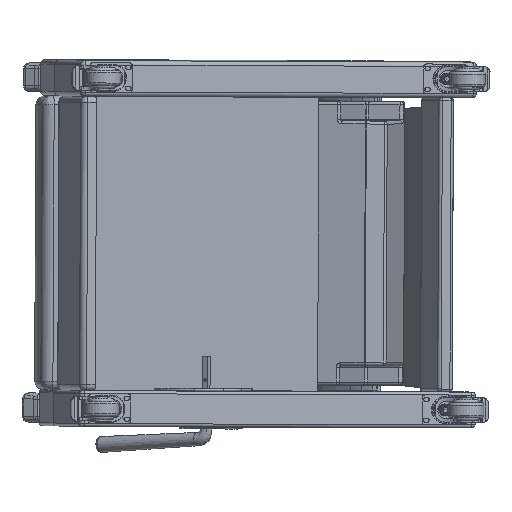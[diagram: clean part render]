
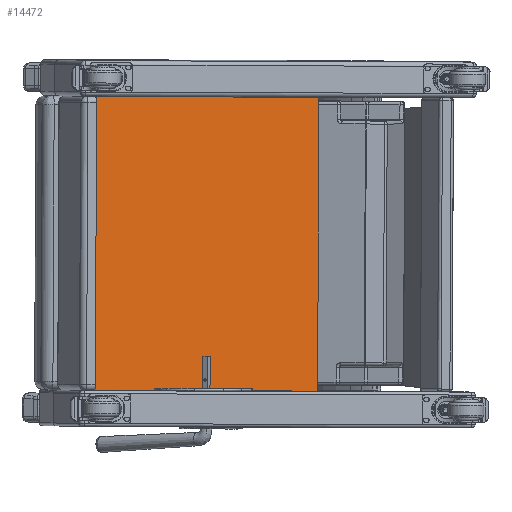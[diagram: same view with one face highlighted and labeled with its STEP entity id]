
A CAD part, front view. The second image highlights one B-rep face of the part: STEP entity #14472.
In plain terms, the highlighted face is planar.
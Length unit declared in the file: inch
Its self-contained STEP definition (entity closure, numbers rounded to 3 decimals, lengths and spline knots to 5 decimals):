
#735=PLANE('',#16034);
#1488=FACE_OUTER_BOUND('',#2454,.T.);
#2454=EDGE_LOOP('',(#10719,#10720,#10721,#10722));
#3453=LINE('',#31132,#4369);
#3460=LINE('',#31146,#4376);
#3462=LINE('',#31149,#4378);
#3468=LINE('',#31166,#4384);
#4369=VECTOR('',#18733,0.3937);
#4376=VECTOR('',#18742,0.3937);
#4378=VECTOR('',#18746,0.3937);
#4384=VECTOR('',#18762,0.3937);
#6407=VERTEX_POINT('',#31129);
#6408=VERTEX_POINT('',#31131);
#6413=VERTEX_POINT('',#31143);
#6414=VERTEX_POINT('',#31145);
#7986=EDGE_CURVE('',#6407,#6408,#3453,.T.);
#7993=EDGE_CURVE('',#6413,#6414,#3460,.T.);
#7995=EDGE_CURVE('',#6407,#6414,#3462,.T.);
#8001=EDGE_CURVE('',#6413,#6408,#3468,.T.);
#10719=ORIENTED_EDGE('',*,*,#8001,.T.);
#10720=ORIENTED_EDGE('',*,*,#7986,.F.);
#10721=ORIENTED_EDGE('',*,*,#7995,.T.);
#10722=ORIENTED_EDGE('',*,*,#7993,.F.);
#14472=ADVANCED_FACE('',(#1488),#735,.T.);
#16034=AXIS2_PLACEMENT_3D('',#31167,#18763,#18764);
#18733=DIRECTION('',(1.,0.,0.));
#18742=DIRECTION('',(-1.,0.,0.));
#18746=DIRECTION('',(0.,0.,-1.));
#18762=DIRECTION('',(0.,0.,1.));
#18763=DIRECTION('center_axis',(0.,-1.,0.));
#18764=DIRECTION('ref_axis',(1.,0.,0.));
#31129=CARTESIAN_POINT('',(-12.33407,-1.97439,12.3125));
#31131=CARTESIAN_POINT('',(6.68333,-1.97439,12.3125));
#31132=CARTESIAN_POINT('',(-12.33407,-1.97439,12.3125));
#31143=CARTESIAN_POINT('',(6.68333,-1.97439,-12.3125));
#31145=CARTESIAN_POINT('',(-12.33407,-1.97439,-12.3125));
#31146=CARTESIAN_POINT('',(-12.33407,-1.97439,-12.3125));
#31149=CARTESIAN_POINT('',(-12.33407,-1.97439,0.));
#31166=CARTESIAN_POINT('',(6.68333,-1.97439,0.));
#31167=CARTESIAN_POINT('Origin',(-12.33407,-1.97439,0.));
